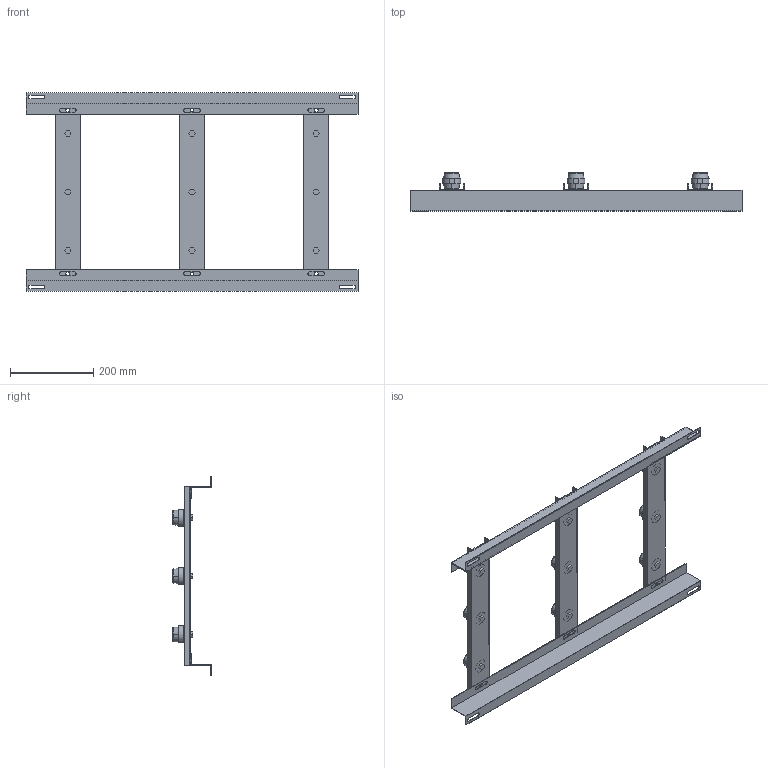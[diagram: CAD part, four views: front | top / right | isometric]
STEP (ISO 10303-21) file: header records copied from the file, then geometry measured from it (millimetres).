
FILE_DESCRIPTION (( 'STEP AP214' ), '1' );
FILE_NAME ('YKM60-R-3X8-36 Ðàìà øèííîãî ìîñòà 3õ8 ÙÎ.STEP', '2016-11-18T12:50:46', ( '' ), ( '' ), 'SwSTEP 2.0', 'SolidWorks 2014', '' );
FILE_SCHEMA (( 'AUTOMOTIVE_DESIGN' ));
Length unit declared in the file: millimetre
Products named in the file (1): YKM60-R-3X8-36 Ðàìà øèííîãî ìîñòà 3õ8 ÙÎ
Bounding box: 796 x 92 x 476 mm (x, y, z)
Volume: 953409.9 mm3; surface area: 586435.7 mm2
Topology: 1 solids, 1 shells, 378 faces, 942 edges, 589 vertices
Faces by surface type: plane 202, cone 72, cylinder 68, bspline 36
Entity records: 15688 total; most frequent: CARTESIAN_POINT 2540, DIRECTION 1866, ORIENTED_EDGE 1848, EDGE_CURVE 924, AXIS2_PLACEMENT_3D 635, LINE 596, VECTOR 596, VERTEX_POINT 589
